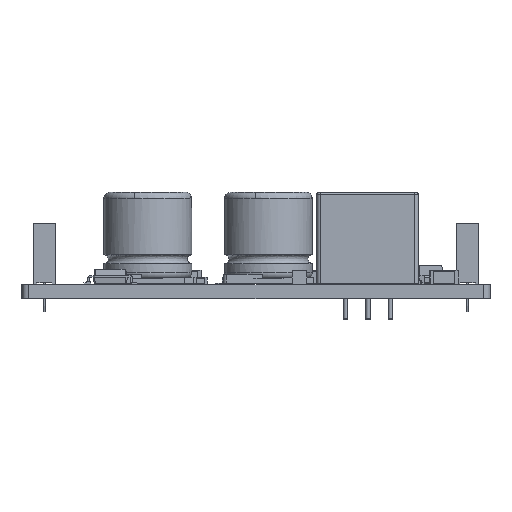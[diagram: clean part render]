
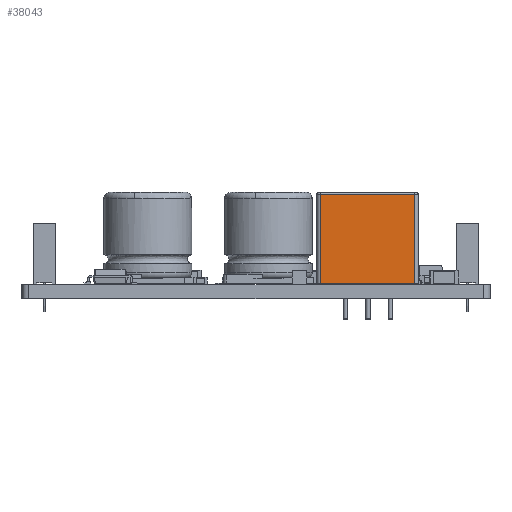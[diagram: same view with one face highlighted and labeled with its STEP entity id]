
A CAD part, left-side view. The second image highlights one B-rep face of the part: STEP entity #38043.
In plain terms, the highlighted face is planar.
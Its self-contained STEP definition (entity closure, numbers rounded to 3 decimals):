
#37852 = VERTEX_POINT('',#37853);
#37853 = CARTESIAN_POINT('',(7.865,-2.,0.1));
#37860 = EDGE_CURVE('',#37852,#37861,#37863,.T.);
#37861 = VERTEX_POINT('',#37862);
#37862 = CARTESIAN_POINT('',(-2.885,-2.,0.1));
#37863 = LINE('',#37864,#37865);
#37864 = CARTESIAN_POINT('',(8.29,-2.,0.1));
#37865 = VECTOR('',#37866,1.);
#37866 = DIRECTION('',(-1.,0.,0.));
#37998 = EDGE_CURVE('',#37852,#37999,#38001,.T.);
#37999 = VERTEX_POINT('',#38000);
#38000 = CARTESIAN_POINT('',(7.865,-2.,10.288));
#38001 = LINE('',#38002,#38003);
#38002 = CARTESIAN_POINT('',(7.865,-2.,0.1));
#38003 = VECTOR('',#38004,1.);
#38004 = DIRECTION('',(0.,0.,1.));
#38043 = ADVANCED_FACE('',(#38044),#38062,.T.);
#38044 = FACE_BOUND('',#38045,.T.);
#38045 = EDGE_LOOP('',(#38046,#38047,#38055,#38061));
#38046 = ORIENTED_EDGE('',*,*,#37998,.T.);
#38047 = ORIENTED_EDGE('',*,*,#38048,.T.);
#38048 = EDGE_CURVE('',#37999,#38049,#38051,.T.);
#38049 = VERTEX_POINT('',#38050);
#38050 = CARTESIAN_POINT('',(-2.885,-2.,10.288));
#38051 = LINE('',#38052,#38053);
#38052 = CARTESIAN_POINT('',(7.865,-2.,10.288));
#38053 = VECTOR('',#38054,1.);
#38054 = DIRECTION('',(-1.,0.,0.));
#38055 = ORIENTED_EDGE('',*,*,#38056,.F.);
#38056 = EDGE_CURVE('',#37861,#38049,#38057,.T.);
#38057 = LINE('',#38058,#38059);
#38058 = CARTESIAN_POINT('',(-2.885,-2.,0.1));
#38059 = VECTOR('',#38060,1.);
#38060 = DIRECTION('',(0.,0.,1.));
#38061 = ORIENTED_EDGE('',*,*,#37860,.F.);
#38062 = PLANE('',#38063);
#38063 = AXIS2_PLACEMENT_3D('',#38064,#38065,#38066);
#38064 = CARTESIAN_POINT('',(8.29,-2.,0.1));
#38065 = DIRECTION('',(0.,-1.,0.));
#38066 = DIRECTION('',(-1.,0.,0.));
